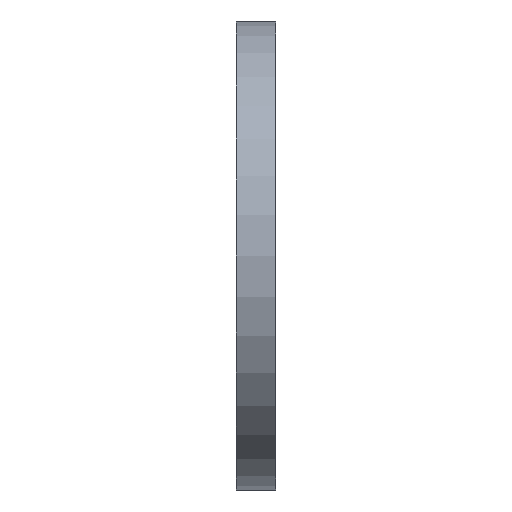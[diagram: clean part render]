
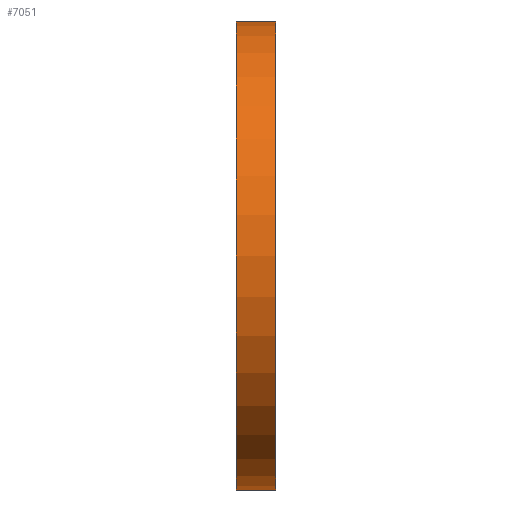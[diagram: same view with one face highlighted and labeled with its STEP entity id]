
A CAD part, left-side view. The second image highlights one B-rep face of the part: STEP entity #7051.
In plain terms, the highlighted cylindrical face has radius 38.1 mm (diameter 76.2 mm), a partial arc.
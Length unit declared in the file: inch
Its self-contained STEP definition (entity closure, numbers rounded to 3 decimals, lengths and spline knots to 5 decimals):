
#138 = DIRECTION ( 'NONE',  ( 0., 0., 1. ) ) ;
#331 = DIRECTION ( 'NONE',  ( 0., -1., 0. ) ) ;
#1003 = CIRCLE ( 'NONE', #21195, 1.5 ) ;
#2519 = LINE ( 'NONE', #4036, #16449 ) ;
#2586 = EDGE_CURVE ( 'NONE', #24144, #5726, #2519, .T. ) ;
#2816 = EDGE_CURVE ( 'NONE', #19688, #5726, #14102, .T. ) ;
#3173 = AXIS2_PLACEMENT_3D ( 'NONE', #18331, #23959, #6983 ) ;
#3797 = EDGE_CURVE ( 'NONE', #8496, #24144, #1003, .T. ) ;
#4036 = CARTESIAN_POINT ( 'NONE',  ( -1.55006, 0.25, 1.5 ) ) ;
#5577 = FACE_OUTER_BOUND ( 'NONE', #9812, .T. ) ;
#5667 = CARTESIAN_POINT ( 'NONE',  ( -1.55006, 0.25, 1.5 ) ) ;
#5726 = VERTEX_POINT ( 'NONE', #9378 ) ;
#6481 = VECTOR ( 'NONE', #24311, 39.37008 ) ;
#6661 = CARTESIAN_POINT ( 'NONE',  ( -1.55006, 0., 0. ) ) ;
#6983 = DIRECTION ( 'NONE',  ( 0., 0., -1. ) ) ;
#7051 = ADVANCED_FACE ( 'NONE', ( #5577 ), #20117, .T. ) ;
#8496 = VERTEX_POINT ( 'NONE', #12176 ) ;
#8558 = DIRECTION ( 'NONE',  ( 0., 0., 1. ) ) ;
#9154 = CARTESIAN_POINT ( 'NONE',  ( -1.55006, 0.25, -1.5 ) ) ;
#9378 = CARTESIAN_POINT ( 'NONE',  ( -1.55006, 0., 1.5 ) ) ;
#9701 = CARTESIAN_POINT ( 'NONE',  ( -1.55006, 0., -1.5 ) ) ;
#9812 = EDGE_LOOP ( 'NONE', ( #10360, #20585, #16737, #15576 ) ) ;
#10360 = ORIENTED_EDGE ( 'NONE', *, *, #2816, .T. ) ;
#11491 = DIRECTION ( 'NONE',  ( 0., 1., 0. ) ) ;
#11556 = AXIS2_PLACEMENT_3D ( 'NONE', #6661, #19912, #8558 ) ;
#12176 = CARTESIAN_POINT ( 'NONE',  ( -1.55006, 0.25, -1.5 ) ) ;
#14102 = CIRCLE ( 'NONE', #11556, 1.5 ) ;
#15576 = ORIENTED_EDGE ( 'NONE', *, *, #15944, .T. ) ;
#15944 = EDGE_CURVE ( 'NONE', #8496, #19688, #17144, .T. ) ;
#16449 = VECTOR ( 'NONE', #331, 39.37008 ) ;
#16737 = ORIENTED_EDGE ( 'NONE', *, *, #3797, .F. ) ;
#17144 = LINE ( 'NONE', #9154, #6481 ) ;
#18331 = CARTESIAN_POINT ( 'NONE',  ( -1.55006, 0.25, 0. ) ) ;
#19688 = VERTEX_POINT ( 'NONE', #9701 ) ;
#19912 = DIRECTION ( 'NONE',  ( 0., 1., 0. ) ) ;
#20117 = CYLINDRICAL_SURFACE ( 'NONE', #3173, 1.5 ) ;
#20585 = ORIENTED_EDGE ( 'NONE', *, *, #2586, .F. ) ;
#21195 = AXIS2_PLACEMENT_3D ( 'NONE', #22817, #11491, #138 ) ;
#22817 = CARTESIAN_POINT ( 'NONE',  ( -1.55006, 0.25, 0. ) ) ;
#23959 = DIRECTION ( 'NONE',  ( 0., -1., 0. ) ) ;
#24144 = VERTEX_POINT ( 'NONE', #5667 ) ;
#24311 = DIRECTION ( 'NONE',  ( 0., -1., 0. ) ) ;
